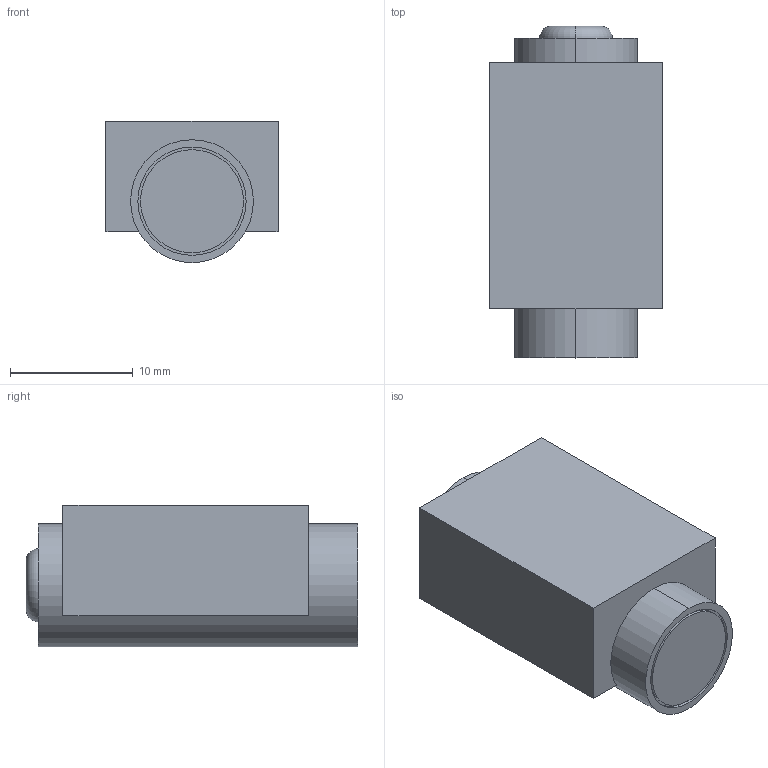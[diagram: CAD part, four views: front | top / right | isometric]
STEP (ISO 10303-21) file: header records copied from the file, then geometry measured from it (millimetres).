
FILE_DESCRIPTION (( 'STEP AP203' ), '1' );
FILE_NAME ('a23_batholder_withbat.STEP', '2024-05-26T18:26:19', ( '' ), ( '' ), 'SwSTEP 2.0', 'SolidWorks 2022', '' );
FILE_SCHEMA (( 'CONFIG_CONTROL_DESIGN' ));
Length unit declared in the file: millimetre
Products named in the file (1): a23_batholder_withbat
Bounding box: 14 x 27 x 11.5 mm (x, y, z)
Volume: 3307.3 mm3; surface area: 2421.8 mm2
Topology: 3 solids, 3 shells, 27 faces, 52 edges, 34 vertices
Faces by surface type: plane 14, cylinder 11, torus 2
Entity records: 769 total; most frequent: DIRECTION 134, CARTESIAN_POINT 114, ORIENTED_EDGE 104, AXIS2_PLACEMENT_3D 54, EDGE_CURVE 52, VERTEX_POINT 34, EDGE_LOOP 30, ADVANCED_FACE 27
